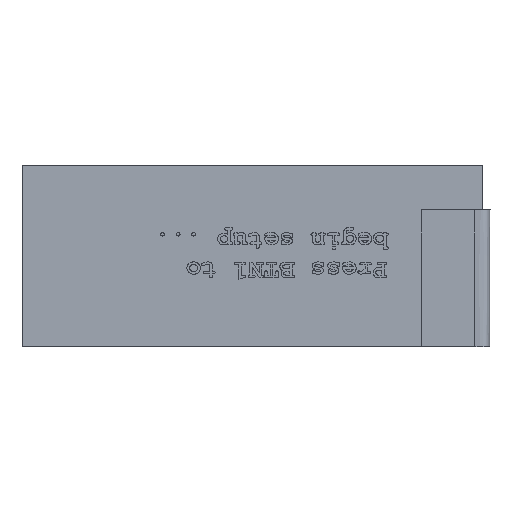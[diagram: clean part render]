
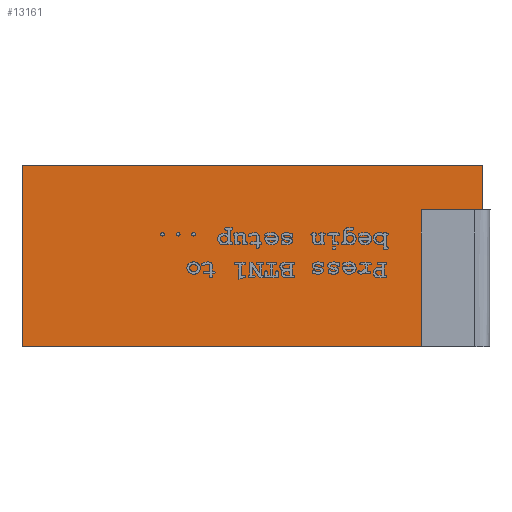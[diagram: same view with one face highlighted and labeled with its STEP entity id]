
A CAD part, top view. The second image highlights one B-rep face of the part: STEP entity #13161.
In plain terms, the highlighted planar face has unit normal (0, 0, 1).
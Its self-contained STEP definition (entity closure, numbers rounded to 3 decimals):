
#1715=FACE_OUTER_BOUND('',#2469,.T.);
#2469=EDGE_LOOP('',(#8773,#8774,#8775,#8776,#8777,#8778,#8779,#8780));
#3239=LINE('',#15608,#4253);
#3243=LINE('',#15617,#4257);
#3247=LINE('',#15624,#4261);
#3250=LINE('',#15630,#4264);
#3251=LINE('',#15632,#4265);
#3252=LINE('',#15634,#4266);
#3253=LINE('',#15636,#4267);
#3254=LINE('',#15637,#4268);
#4253=VECTOR('',#14168,10.);
#4257=VECTOR('',#14174,10.);
#4261=VECTOR('',#14180,10.);
#4264=VECTOR('',#14187,10.);
#4265=VECTOR('',#14188,10.);
#4266=VECTOR('',#14189,10.);
#4267=VECTOR('',#14190,10.);
#4268=VECTOR('',#14191,10.);
#5267=VERTEX_POINT('',#15606);
#5268=VERTEX_POINT('',#15607);
#5271=VERTEX_POINT('',#15615);
#5272=VERTEX_POINT('',#15616);
#5275=VERTEX_POINT('',#15629);
#5276=VERTEX_POINT('',#15631);
#5277=VERTEX_POINT('',#15633);
#5278=VERTEX_POINT('',#15635);
#6663=EDGE_CURVE('',#5267,#5268,#3239,.T.);
#6667=EDGE_CURVE('',#5271,#5272,#3243,.T.);
#6671=EDGE_CURVE('',#5272,#5267,#3247,.T.);
#6674=EDGE_CURVE('',#5268,#5275,#3250,.T.);
#6675=EDGE_CURVE('',#5275,#5276,#3251,.T.);
#6676=EDGE_CURVE('',#5276,#5277,#3252,.T.);
#6677=EDGE_CURVE('',#5277,#5278,#3253,.T.);
#6678=EDGE_CURVE('',#5278,#5271,#3254,.T.);
#8773=ORIENTED_EDGE('',*,*,#6667,.T.);
#8774=ORIENTED_EDGE('',*,*,#6671,.T.);
#8775=ORIENTED_EDGE('',*,*,#6663,.T.);
#8776=ORIENTED_EDGE('',*,*,#6674,.T.);
#8777=ORIENTED_EDGE('',*,*,#6675,.T.);
#8778=ORIENTED_EDGE('',*,*,#6676,.T.);
#8779=ORIENTED_EDGE('',*,*,#6677,.T.);
#8780=ORIENTED_EDGE('',*,*,#6678,.T.);
#12949=PLANE('',#13956);
#13161=ADVANCED_FACE('',(#1715),#12949,.T.);
#13956=AXIS2_PLACEMENT_3D('',#15628,#14185,#14186);
#14168=DIRECTION('',(0.,-1.,0.));
#14174=DIRECTION('',(0.,1.,0.));
#14180=DIRECTION('',(1.,0.,0.));
#14185=DIRECTION('center_axis',(0.,0.,1.));
#14186=DIRECTION('ref_axis',(1.,0.,0.));
#14187=DIRECTION('',(1.,0.,0.));
#14188=DIRECTION('',(0.,1.,0.));
#14189=DIRECTION('',(-1.,0.,0.));
#14190=DIRECTION('',(0.,-1.,0.));
#14191=DIRECTION('',(1.,0.,0.));
#15606=CARTESIAN_POINT('',(14.5,3.,1.3));
#15607=CARTESIAN_POINT('',(14.5,-5.9,1.3));
#15608=CARTESIAN_POINT('',(14.5,-2.95,1.3));
#15615=CARTESIAN_POINT('',(11.007,-5.9,1.3));
#15616=CARTESIAN_POINT('',(11.007,3.,1.3));
#15617=CARTESIAN_POINT('',(11.007,1.5,1.3));
#15624=CARTESIAN_POINT('',(7.25,3.,1.3));
#15628=CARTESIAN_POINT('Origin',(0.,0.,1.3));
#15629=CARTESIAN_POINT('',(15.,-5.9,1.3));
#15630=CARTESIAN_POINT('',(-15.,-5.9,1.3));
#15631=CARTESIAN_POINT('',(15.,5.9,1.3));
#15632=CARTESIAN_POINT('',(15.,-5.9,1.3));
#15633=CARTESIAN_POINT('',(-15.,5.9,1.3));
#15634=CARTESIAN_POINT('',(15.,5.9,1.3));
#15635=CARTESIAN_POINT('',(-15.,-5.9,1.3));
#15636=CARTESIAN_POINT('',(-15.,5.9,1.3));
#15637=CARTESIAN_POINT('',(-15.,-5.9,1.3));
